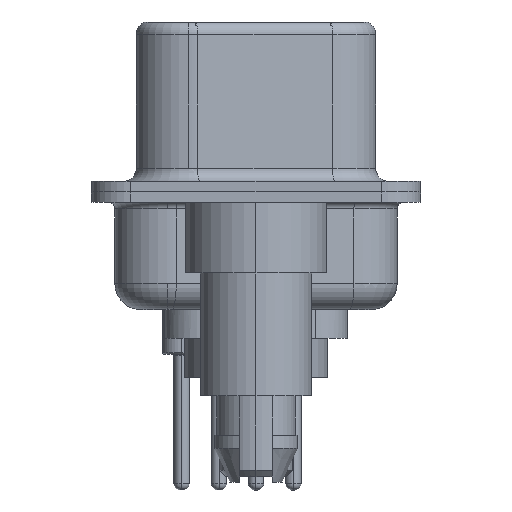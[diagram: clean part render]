
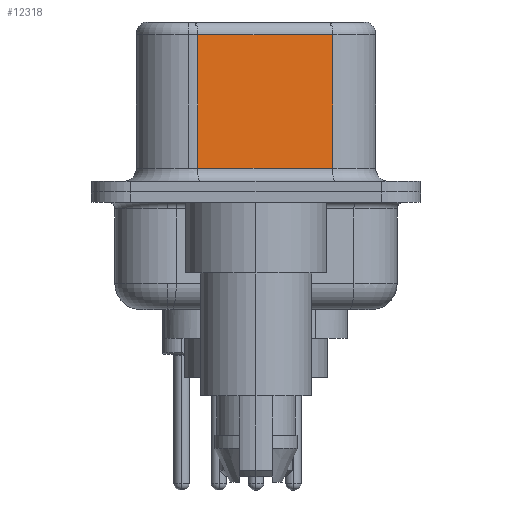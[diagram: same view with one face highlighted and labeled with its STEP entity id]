
A CAD part, left-side view. The second image highlights one B-rep face of the part: STEP entity #12318.
In plain terms, the highlighted planar face has unit normal (-0.985, -0.174, 0).
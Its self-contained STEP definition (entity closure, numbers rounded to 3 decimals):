
#44 = LINE ( 'NONE', #10213, #8349 ) ;
#223 = DIRECTION ( 'NONE',  ( 0.174, -0.985, 0. ) ) ;
#2223 = ORIENTED_EDGE ( 'NONE', *, *, #10011, .T. ) ;
#2566 = CARTESIAN_POINT ( 'NONE',  ( 4.58, -2.927, 6.02 ) ) ;
#3190 = DIRECTION ( 'NONE',  ( -0.174, 0.985, 0. ) ) ;
#3458 = CARTESIAN_POINT ( 'NONE',  ( 3.67, 2.233, 0.9 ) ) ;
#3523 = VECTOR ( 'NONE', #12309, 1000. ) ;
#3780 = ORIENTED_EDGE ( 'NONE', *, *, #15699, .T. ) ;
#3808 = CARTESIAN_POINT ( 'NONE',  ( 3.67, 2.233, 6.52 ) ) ;
#4035 = LINE ( 'NONE', #18933, #3523 ) ;
#4208 = EDGE_LOOP ( 'NONE', ( #8691, #6987, #2223, #3780 ) ) ;
#5201 = CARTESIAN_POINT ( 'NONE',  ( 4.58, -2.927, 0.9 ) ) ;
#6987 = ORIENTED_EDGE ( 'NONE', *, *, #19304, .T. ) ;
#8038 = LINE ( 'NONE', #5201, #20051 ) ;
#8349 = VECTOR ( 'NONE', #11848, 1000. ) ;
#8533 = FACE_OUTER_BOUND ( 'NONE', #4208, .T. ) ;
#8691 = ORIENTED_EDGE ( 'NONE', *, *, #14276, .F. ) ;
#9237 = VERTEX_POINT ( 'NONE', #3458 ) ;
#10011 = EDGE_CURVE ( 'NONE', #14444, #9237, #19129, .T. ) ;
#10213 = CARTESIAN_POINT ( 'NONE',  ( 4.58, -2.927, 6.52 ) ) ;
#10748 = CARTESIAN_POINT ( 'NONE',  ( 3.67, 2.233, 6.02 ) ) ;
#11416 = PLANE ( 'NONE',  #14237 ) ;
#11848 = DIRECTION ( 'NONE',  ( 0., 0., -1. ) ) ;
#12309 = DIRECTION ( 'NONE',  ( -0.174, 0.985, 0. ) ) ;
#12318 = ADVANCED_FACE ( 'NONE', ( #8533 ), #11416, .F. ) ;
#13054 = DIRECTION ( 'NONE',  ( 0.985, 0.174, 0. ) ) ;
#14237 = AXIS2_PLACEMENT_3D ( 'NONE', #14648, #13054, #3190 ) ;
#14276 = EDGE_CURVE ( 'NONE', #15988, #20953, #44, .T. ) ;
#14288 = VECTOR ( 'NONE', #18585, 1000. ) ;
#14444 = VERTEX_POINT ( 'NONE', #10748 ) ;
#14648 = CARTESIAN_POINT ( 'NONE',  ( 4.58, -2.927, 6.52 ) ) ;
#15699 = EDGE_CURVE ( 'NONE', #9237, #20953, #8038, .T. ) ;
#15988 = VERTEX_POINT ( 'NONE', #2566 ) ;
#18585 = DIRECTION ( 'NONE',  ( 0., 0., -1. ) ) ;
#18933 = CARTESIAN_POINT ( 'NONE',  ( 4.58, -2.927, 6.02 ) ) ;
#19129 = LINE ( 'NONE', #3808, #14288 ) ;
#19304 = EDGE_CURVE ( 'NONE', #15988, #14444, #4035, .T. ) ;
#19901 = CARTESIAN_POINT ( 'NONE',  ( 4.58, -2.927, 0.9 ) ) ;
#20051 = VECTOR ( 'NONE', #223, 1000. ) ;
#20953 = VERTEX_POINT ( 'NONE', #19901 ) ;
